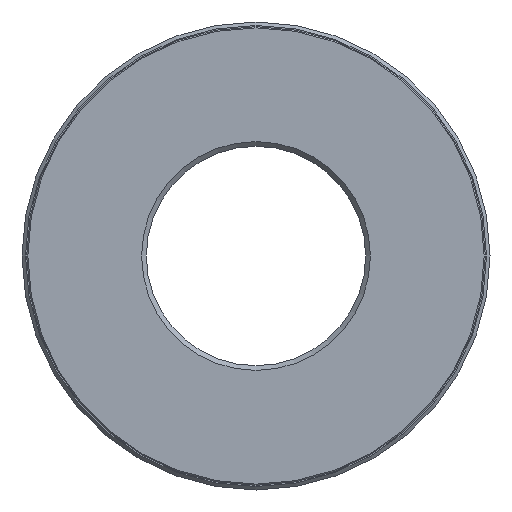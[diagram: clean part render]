
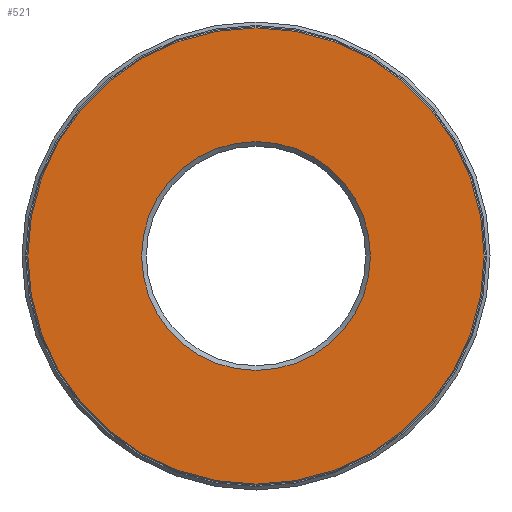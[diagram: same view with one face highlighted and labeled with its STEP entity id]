
A CAD part, front view. The second image highlights one B-rep face of the part: STEP entity #521.
In plain terms, the highlighted planar face has unit normal (0, -1, 0).
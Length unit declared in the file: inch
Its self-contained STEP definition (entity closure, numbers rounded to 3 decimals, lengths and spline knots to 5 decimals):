
#12 = AXIS2_PLACEMENT_3D ( 'NONE', #565, #425, #153 ) ;
#59 = DIRECTION ( 'NONE',  ( 0., 0., 1. ) ) ;
#67 = ORIENTED_EDGE ( 'NONE', *, *, #542, .F. ) ;
#101 = DIRECTION ( 'NONE',  ( 0., 1., 0. ) ) ;
#115 = CARTESIAN_POINT ( 'NONE',  ( 0., 0., 0.975 ) ) ;
#118 = CARTESIAN_POINT ( 'NONE',  ( 0., 0., 0. ) ) ;
#148 = CARTESIAN_POINT ( 'NONE',  ( 0., 0., 0. ) ) ;
#153 = DIRECTION ( 'NONE',  ( 0., 0., 1. ) ) ;
#165 = CARTESIAN_POINT ( 'NONE',  ( 0., 0., 0.48875 ) ) ;
#187 = EDGE_LOOP ( 'NONE', ( #67 ) ) ;
#203 = CIRCLE ( 'NONE', #539, 0.48875 ) ;
#210 = EDGE_LOOP ( 'NONE', ( #480 ) ) ;
#221 = CIRCLE ( 'NONE', #12, 0.975 ) ;
#282 = AXIS2_PLACEMENT_3D ( 'NONE', #148, #101, #59 ) ;
#285 = EDGE_CURVE ( 'NONE', #375, #375, #203, .T. ) ;
#306 = DIRECTION ( 'NONE',  ( 0., 0., 1. ) ) ;
#337 = PLANE ( 'NONE',  #282 ) ;
#375 = VERTEX_POINT ( 'NONE', #165 ) ;
#417 = VERTEX_POINT ( 'NONE', #115 ) ;
#425 = DIRECTION ( 'NONE',  ( 0., 1., 0. ) ) ;
#444 = FACE_BOUND ( 'NONE', #210, .T. ) ;
#480 = ORIENTED_EDGE ( 'NONE', *, *, #285, .T. ) ;
#493 = DIRECTION ( 'NONE',  ( 0., 1., 0. ) ) ;
#521 = ADVANCED_FACE ( 'NONE', ( #547, #444 ), #337, .F. ) ;
#539 = AXIS2_PLACEMENT_3D ( 'NONE', #118, #493, #306 ) ;
#542 = EDGE_CURVE ( 'NONE', #417, #417, #221, .T. ) ;
#547 = FACE_OUTER_BOUND ( 'NONE', #187, .T. ) ;
#565 = CARTESIAN_POINT ( 'NONE',  ( 0., 0., 0. ) ) ;
